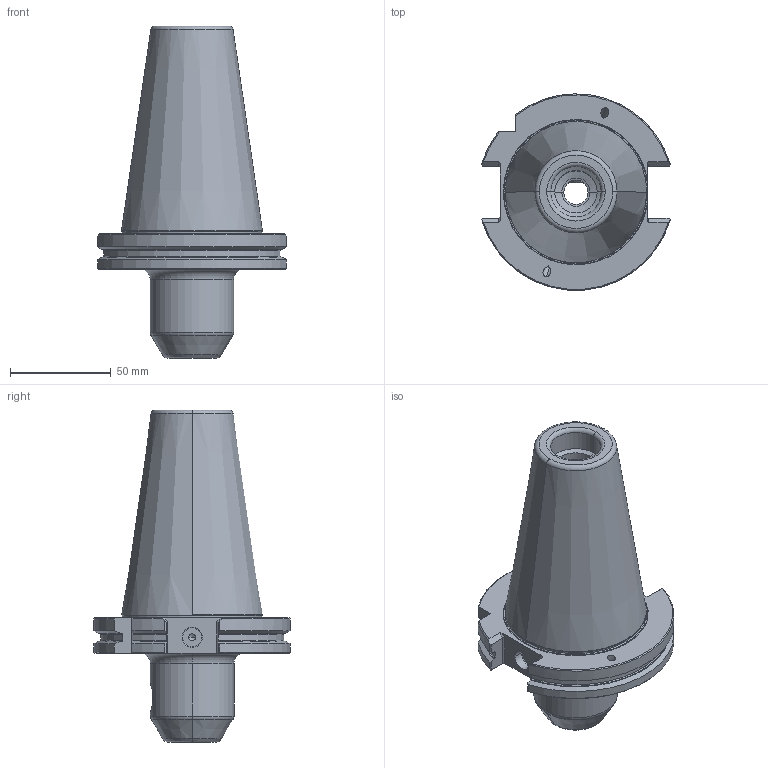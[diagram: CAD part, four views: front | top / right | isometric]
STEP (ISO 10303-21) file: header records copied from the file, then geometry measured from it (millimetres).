
FILE_DESCRIPTION(('no description'),'unknown implementation level');
FILE_NAME('61783C3A-9DF8-4934-A28C-978CF67E85DB_export.stp',' ',('CIMSOURCE GmbH'),('CADClick - KiM GmbH - www.kimweb.de'),'unknown preprocess','ACIS','unknown authorization');
FILE_SCHEMA(('automotive_design'));
Length unit declared in the file: millimetre
Products named in the file (2): 490.212 Kaiser SK50B_VBD X D12B X 63|690.480 Kaiser ETL M12 X 14_Standard;NONE; 490.212 Kaiser SK50B_VBD X D12B X 63|490.212 Kaiser SK50B_VBD X D12B X 63_Standard;NONE
Bounding box: 93.58 x 97.27 x 164.6 mm (x, y, z)
Volume: 375416 mm3; surface area: 52625 mm2
Topology: 2 solids, 2 shells, 184 faces, 456 edges, 281 vertices
Faces by surface type: plane 65, cylinder 53, cone 44, torus 22
Entity records: 11007 total; most frequent: CARTESIAN_POINT 1506, STYLED_ITEM 917, PRESENTATION_STYLE_ASSIGNMENT 917, COLOUR_RGB 917, DIRECTION 916, ORIENTED_EDGE 900, EDGE_CURVE 450, CURVE_STYLE 450
